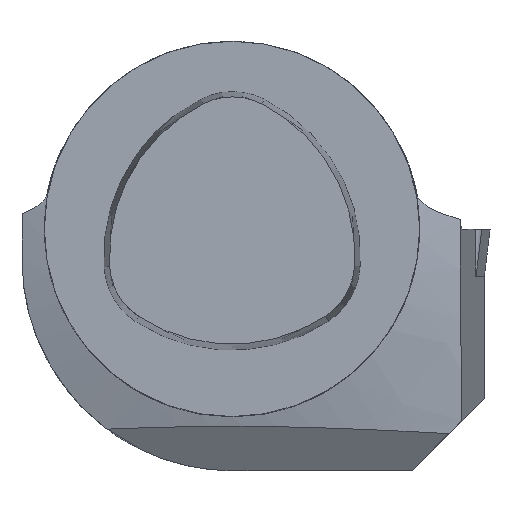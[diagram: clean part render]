
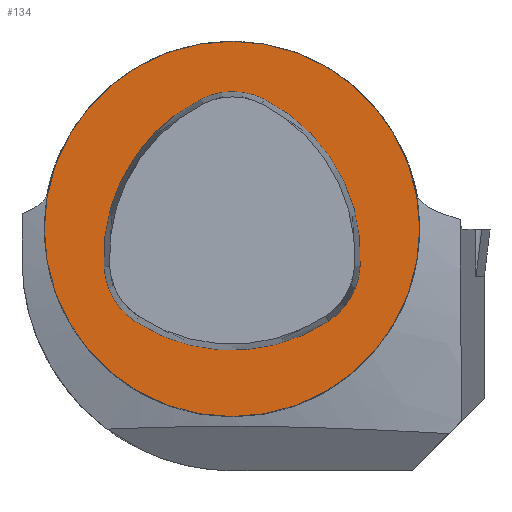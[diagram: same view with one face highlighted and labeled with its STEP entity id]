
A CAD part, top view. The second image highlights one B-rep face of the part: STEP entity #134.
In plain terms, the highlighted planar face has unit normal (0, 0, 1).
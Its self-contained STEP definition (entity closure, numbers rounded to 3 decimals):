
#78=CIRCLE('',#932,16.);
#134=ADVANCED_FACE('',(#215),#180,.T.);
#180=PLANE('',#939);
#215=FACE_OUTER_BOUND('',#268,.T.);
#268=EDGE_LOOP('',(#379));
#379=ORIENTED_EDGE('',*,*,#682,.F.);
#592=VERTEX_POINT('',#1410);
#682=EDGE_CURVE('',#592,#592,#78,.T.);
#932=AXIS2_PLACEMENT_3D('',#1409,#1070,#1071);
#939=AXIS2_PLACEMENT_3D('',#1434,#1091,#1092);
#1070=DIRECTION('',(0.,0.,-1.));
#1071=DIRECTION('',(0.,-1.,0.));
#1091=DIRECTION('',(0.,0.,1.));
#1092=DIRECTION('',(0.,1.,0.));
#1409=CARTESIAN_POINT('',(0.,0.,0.));
#1410=CARTESIAN_POINT('',(0.,-16.,0.));
#1434=CARTESIAN_POINT('',(16.,0.,0.));
